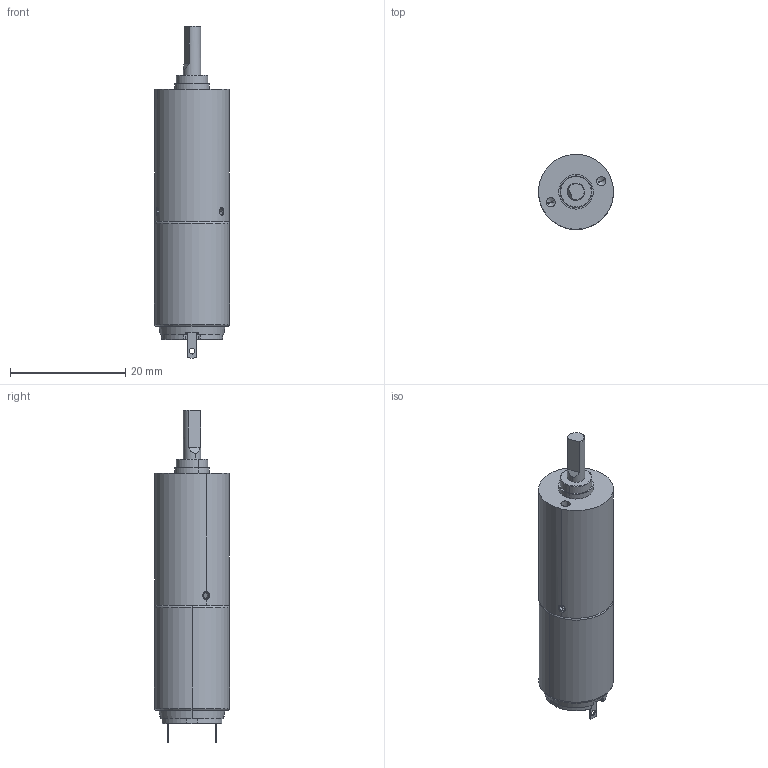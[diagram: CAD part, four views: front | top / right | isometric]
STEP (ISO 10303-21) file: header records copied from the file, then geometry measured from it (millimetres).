
FILE_DESCRIPTION (( 'STEP AP203' ), '1' );
FILE_NAME ('DCU13020+PG13C-0066.STEP', '2022-01-21T05:04:07', ( '88' ), ( '' ), 'SwSTEP 2.0', 'SolidWorks 2014', '' );
FILE_SCHEMA (( 'CONFIG_CONTROL_DESIGN' ));
Length unit declared in the file: millimetre
Products named in the file (1): DCU13020+PG13C-0066
Bounding box: 13 x 13 x 57.54 mm (x, y, z)
Volume: 5427.9 mm3; surface area: 2832.2 mm2
Topology: 7 solids, 7 shells, 169 faces, 410 edges, 260 vertices
Faces by surface type: cylinder 75, plane 65, cone 19, torus 10
Entity records: 5264 total; most frequent: CARTESIAN_POINT 1178, DIRECTION 869, ORIENTED_EDGE 804, EDGE_CURVE 402, AXIS2_PLACEMENT_3D 333, VERTEX_POINT 260, LINE 203, VECTOR 203
